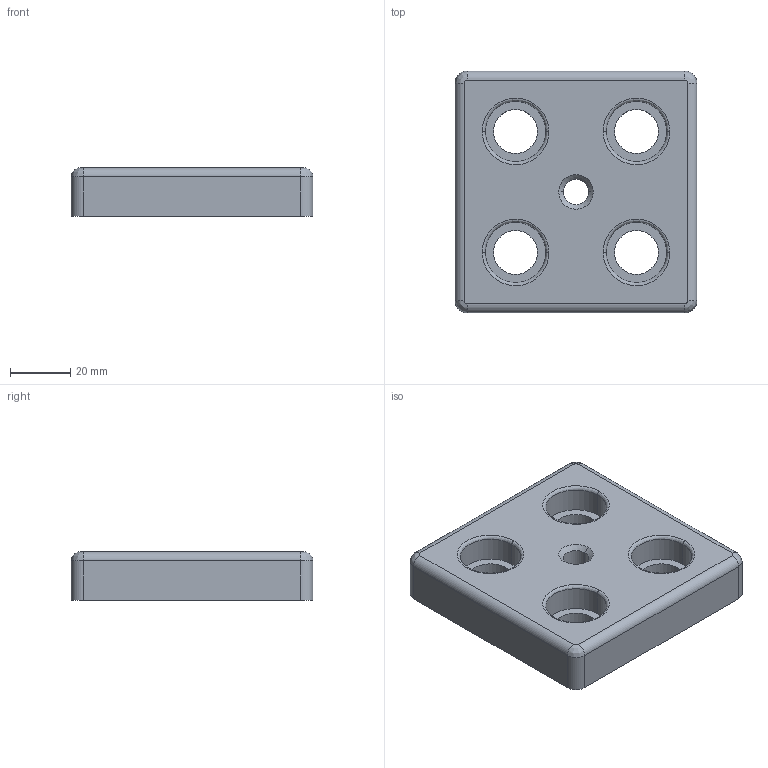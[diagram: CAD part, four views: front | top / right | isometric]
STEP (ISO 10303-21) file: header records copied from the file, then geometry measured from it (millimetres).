
FILE_DESCRIPTION (( 'STEP AP214' ), '1' );
FILE_NAME ('093t80801012r.STEP', '2014-09-05T12:30:48', ( '' ), ( '' ), 'SwSTEP 2.0', 'SolidWorks 2014', '' );
FILE_SCHEMA (( 'AUTOMOTIVE_DESIGN' ));
Length unit declared in the file: millimetre
Products named in the file (1): 093t80801012r
Bounding box: 80 x 80 x 16 mm (x, y, z)
Volume: 60222 mm3; surface area: 27091.8 mm2
Topology: 1 solids, 1 shells, 303 faces, 703 edges, 403 vertices
Faces by surface type: cylinder 135, bspline 111, plane 55, cone 2
Entity records: 14545 total; most frequent: CARTESIAN_POINT 4620, DIRECTION 1429, ORIENTED_EDGE 1366, EDGE_CURVE 683, AXIS2_PLACEMENT_3D 598, CIRCLE 405, VERTEX_POINT 403, EDGE_LOOP 334
